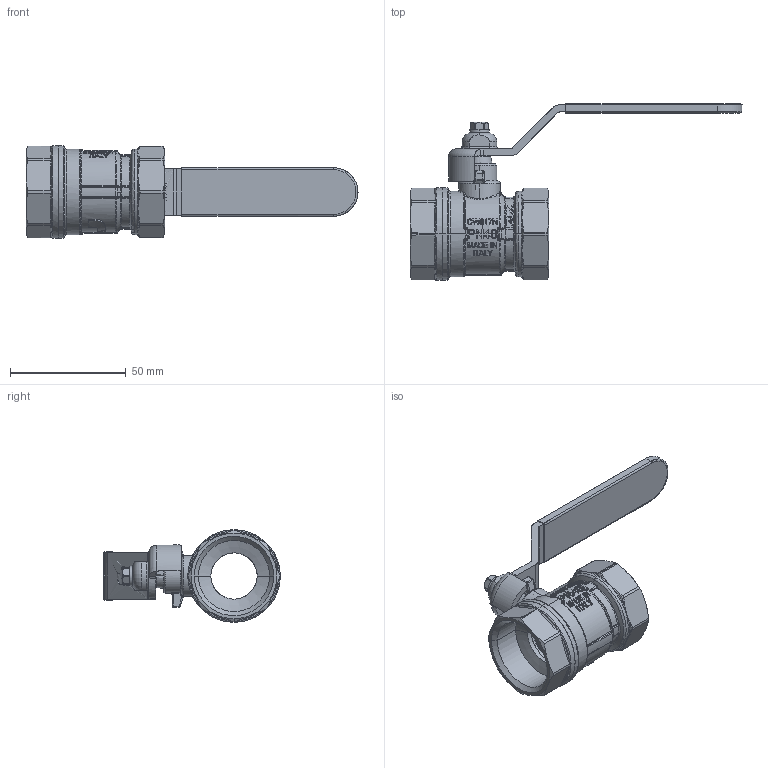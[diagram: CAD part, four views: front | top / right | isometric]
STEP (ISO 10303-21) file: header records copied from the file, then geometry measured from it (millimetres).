
FILE_DESCRIPTION (( 'STEP AP214' ), '1' );
FILE_NAME ('IT-ORIENT21106_R.STEP', '2018-09-21T15:31:26', ( '' ), ( '' ), 'SwSTEP 2.0', 'SolidWorks 2018', '' );
FILE_SCHEMA (( 'AUTOMOTIVE_DESIGN' ));
Length unit declared in the file: millimetre
Products named in the file (1): IT-ORIENT21106_R
Bounding box: 143.5 x 76.29 x 40 mm (x, y, z)
Surface area: 30624.7 mm2 (no closed solid volume)
Topology: 0 solids, 8 shells, 1136 faces, 2872 edges, 1766 vertices
Faces by surface type: plane 406, bspline 310, cylinder 211, torus 107, cone 59, sphere 43
Entity records: 51440 total; most frequent: CARTESIAN_POINT 31508, ORIENTED_EDGE 5550, EDGE_CURVE 2816, B_SPLINE_CURVE_WITH_KNOTS 2668, VERTEX_POINT 1765, DIRECTION 1652, EDGE_LOOP 1222, ADVANCED_FACE 1135
